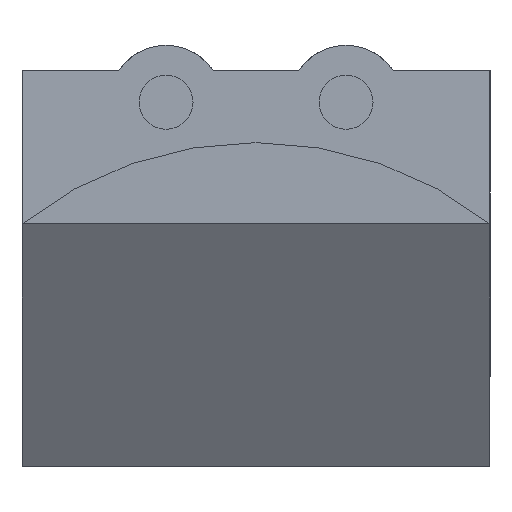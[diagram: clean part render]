
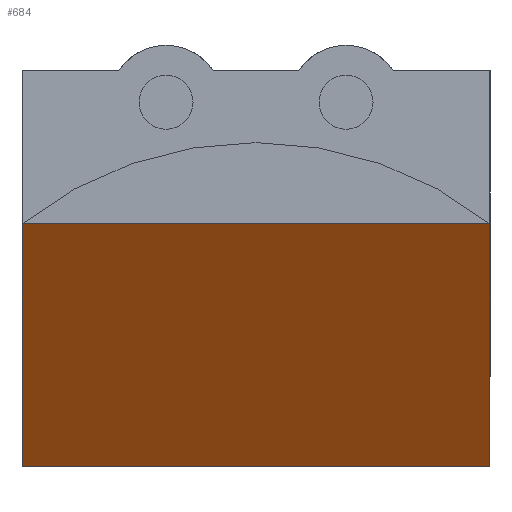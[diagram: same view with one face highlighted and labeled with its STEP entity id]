
A CAD part, left-side view. The second image highlights one B-rep face of the part: STEP entity #684.
In plain terms, the highlighted planar face has unit normal (-0.82, 0, -0.572).
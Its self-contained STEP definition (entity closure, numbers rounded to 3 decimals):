
#66=LINE('',#1309,#143);
#67=LINE('',#1311,#144);
#68=LINE('',#1313,#145);
#69=LINE('',#1314,#146);
#143=VECTOR('',#833,10.);
#144=VECTOR('',#834,10.);
#145=VECTOR('',#835,10.);
#146=VECTOR('',#836,10.);
#187=PLANE('',#733);
#213=FACE_OUTER_BOUND('',#248,.T.);
#248=EDGE_LOOP('',(#525,#526,#527,#528));
#344=VERTEX_POINT('',#1307);
#345=VERTEX_POINT('',#1308);
#346=VERTEX_POINT('',#1310);
#347=VERTEX_POINT('',#1312);
#418=EDGE_CURVE('',#344,#345,#66,.T.);
#419=EDGE_CURVE('',#346,#344,#67,.T.);
#420=EDGE_CURVE('',#347,#346,#68,.T.);
#421=EDGE_CURVE('',#345,#347,#69,.T.);
#525=ORIENTED_EDGE('',*,*,#418,.F.);
#526=ORIENTED_EDGE('',*,*,#419,.F.);
#527=ORIENTED_EDGE('',*,*,#420,.F.);
#528=ORIENTED_EDGE('',*,*,#421,.F.);
#684=ADVANCED_FACE('',(#213),#187,.F.);
#733=AXIS2_PLACEMENT_3D('',#1306,#831,#832);
#831=DIRECTION('center_axis',(0.82,0.,0.572));
#832=DIRECTION('ref_axis',(-0.572,0.,0.82));
#833=DIRECTION('',(0.572,0.,-0.82));
#834=DIRECTION('',(0.,-1.,0.));
#835=DIRECTION('',(-0.572,0.,0.82));
#836=DIRECTION('',(0.,1.,0.));
#1306=CARTESIAN_POINT('Origin',(-18.096,13.,0.));
#1307=CARTESIAN_POINT('',(-27.5,-13.,13.492));
#1308=CARTESIAN_POINT('',(-18.096,-13.,0.));
#1309=CARTESIAN_POINT('',(-19.47,-13.,1.971));
#1310=CARTESIAN_POINT('',(-27.5,13.,13.492));
#1311=CARTESIAN_POINT('',(-27.5,0.,13.492));
#1312=CARTESIAN_POINT('',(-18.096,13.,0.));
#1313=CARTESIAN_POINT('',(-10.805,13.,-10.46));
#1314=CARTESIAN_POINT('',(-18.096,6.5,0.));
